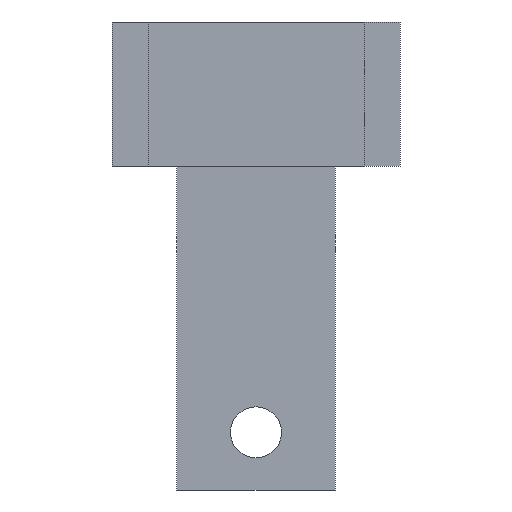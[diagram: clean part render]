
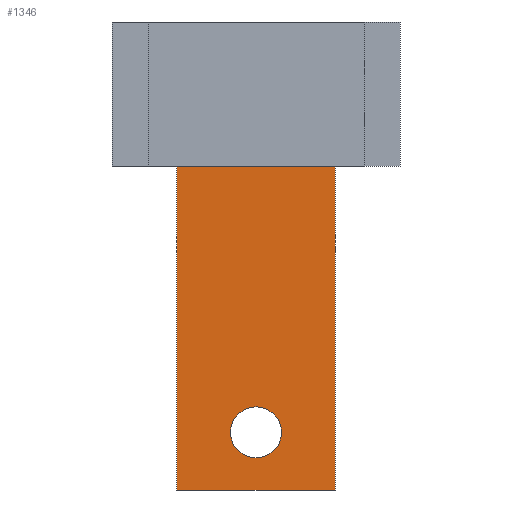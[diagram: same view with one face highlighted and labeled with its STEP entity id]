
A CAD part, front view. The second image highlights one B-rep face of the part: STEP entity #1346.
In plain terms, the highlighted planar face has unit normal (0, -1, 0).
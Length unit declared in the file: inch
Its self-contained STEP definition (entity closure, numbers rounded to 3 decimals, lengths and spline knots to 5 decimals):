
#14 = EDGE_CURVE ( 'NONE', #778, #524, #1194, .T. ) ;
#20 = DIRECTION ( 'NONE',  ( 0., 0., 1. ) ) ;
#52 = EDGE_LOOP ( 'NONE', ( #152, #1228, #291, #737 ) ) ;
#76 = AXIS2_PLACEMENT_3D ( 'NONE', #1219, #1308, #397 ) ;
#152 = ORIENTED_EDGE ( 'NONE', *, *, #230, .F. ) ;
#223 = DIRECTION ( 'NONE',  ( 0., 1., 0. ) ) ;
#227 = CARTESIAN_POINT ( 'NONE',  ( -0.275, 4.5, -1.375 ) ) ;
#230 = EDGE_CURVE ( 'NONE', #778, #481, #423, .T. ) ;
#242 = CIRCLE ( 'NONE', #1181, 0.08858 ) ;
#273 = ORIENTED_EDGE ( 'NONE', *, *, #1006, .T. ) ;
#291 = ORIENTED_EDGE ( 'NONE', *, *, #625, .F. ) ;
#300 = CARTESIAN_POINT ( 'NONE',  ( -0.275, 4.5, 0.125 ) ) ;
#350 = CARTESIAN_POINT ( 'NONE',  ( -0.275, 4.5, -1.375 ) ) ;
#362 = CARTESIAN_POINT ( 'NONE',  ( 0., 4.5, -1.08642 ) ) ;
#386 = VERTEX_POINT ( 'NONE', #227 ) ;
#396 = CARTESIAN_POINT ( 'NONE',  ( 0.275, 4.5, 0.125 ) ) ;
#397 = DIRECTION ( 'NONE',  ( 0., 0., -1. ) ) ;
#423 = LINE ( 'NONE', #396, #903 ) ;
#428 = DIRECTION ( 'NONE',  ( 0., 1., 0. ) ) ;
#446 = CIRCLE ( 'NONE', #1214, 0.08858 ) ;
#448 = CARTESIAN_POINT ( 'NONE',  ( 0.275, 4.5, -0.125 ) ) ;
#481 = VERTEX_POINT ( 'NONE', #1198 ) ;
#491 = VERTEX_POINT ( 'NONE', #362 ) ;
#505 = CARTESIAN_POINT ( 'NONE',  ( 0., 4.5, -1.175 ) ) ;
#507 = DIRECTION ( 'NONE',  ( 0., 0., 1. ) ) ;
#524 = VERTEX_POINT ( 'NONE', #780 ) ;
#525 = DIRECTION ( 'NONE',  ( 0., 0., 1. ) ) ;
#560 = DIRECTION ( 'NONE',  ( -1., 0., 0. ) ) ;
#564 = CARTESIAN_POINT ( 'NONE',  ( -0.275, 4.5, -0.125 ) ) ;
#625 = EDGE_CURVE ( 'NONE', #386, #524, #916, .T. ) ;
#644 = CARTESIAN_POINT ( 'NONE',  ( 0., 4.5, -1.175 ) ) ;
#735 = EDGE_CURVE ( 'NONE', #879, #491, #242, .T. ) ;
#737 = ORIENTED_EDGE ( 'NONE', *, *, #1165, .F. ) ;
#771 = CARTESIAN_POINT ( 'NONE',  ( 0., 4.5, -1.26358 ) ) ;
#778 = VERTEX_POINT ( 'NONE', #448 ) ;
#780 = CARTESIAN_POINT ( 'NONE',  ( -0.275, 4.5, -0.125 ) ) ;
#787 = VECTOR ( 'NONE', #507, 39.37008 ) ;
#794 = VECTOR ( 'NONE', #976, 39.37008 ) ;
#822 = VECTOR ( 'NONE', #560, 39.37008 ) ;
#879 = VERTEX_POINT ( 'NONE', #771 ) ;
#903 = VECTOR ( 'NONE', #1331, 39.37008 ) ;
#916 = LINE ( 'NONE', #300, #787 ) ;
#976 = DIRECTION ( 'NONE',  ( -1., 0., 0. ) ) ;
#1006 = EDGE_CURVE ( 'NONE', #491, #879, #446, .T. ) ;
#1021 = PLANE ( 'NONE',  #76 ) ;
#1165 = EDGE_CURVE ( 'NONE', #481, #386, #1302, .T. ) ;
#1175 = EDGE_LOOP ( 'NONE', ( #273, #1249 ) ) ;
#1181 = AXIS2_PLACEMENT_3D ( 'NONE', #644, #428, #20 ) ;
#1194 = LINE ( 'NONE', #564, #794 ) ;
#1198 = CARTESIAN_POINT ( 'NONE',  ( 0.275, 4.5, -1.375 ) ) ;
#1214 = AXIS2_PLACEMENT_3D ( 'NONE', #505, #223, #525 ) ;
#1219 = CARTESIAN_POINT ( 'NONE',  ( 0., 4.5, 0. ) ) ;
#1228 = ORIENTED_EDGE ( 'NONE', *, *, #14, .T. ) ;
#1233 = FACE_OUTER_BOUND ( 'NONE', #52, .T. ) ;
#1249 = ORIENTED_EDGE ( 'NONE', *, *, #735, .T. ) ;
#1302 = LINE ( 'NONE', #350, #822 ) ;
#1308 = DIRECTION ( 'NONE',  ( 0., -1., 0. ) ) ;
#1331 = DIRECTION ( 'NONE',  ( 0., 0., -1. ) ) ;
#1332 = FACE_BOUND ( 'NONE', #1175, .T. ) ;
#1346 = ADVANCED_FACE ( 'NONE', ( #1332, #1233 ), #1021, .T. ) ;
